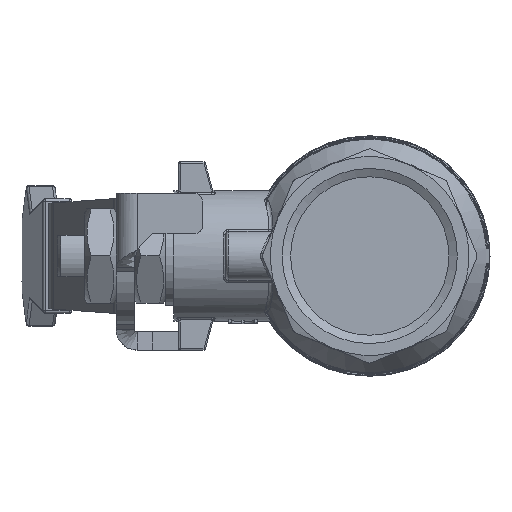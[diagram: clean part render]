
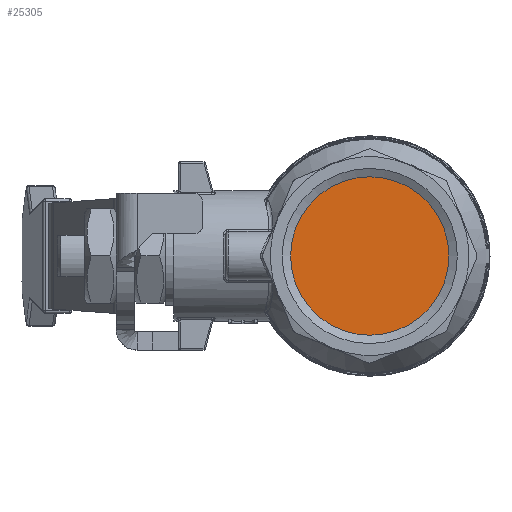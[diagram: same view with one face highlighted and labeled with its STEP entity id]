
A CAD part, left-side view. The second image highlights one B-rep face of the part: STEP entity #25305.
In plain terms, the highlighted planar face has unit normal (-1, 0, 0).
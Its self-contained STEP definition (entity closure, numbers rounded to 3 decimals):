
#2776 = CARTESIAN_POINT ( 'NONE',  ( -19.5, 15.145, 0. ) ) ;
#5087 = CARTESIAN_POINT ( 'NONE',  ( -19.5, 0., 0. ) ) ;
#5116 = CARTESIAN_POINT ( 'NONE',  ( -19.5, 13.573, 0. ) ) ;
#6365 = ORIENTED_EDGE ( 'NONE', *, *, #36858, .T. ) ;
#14610 = DIRECTION ( 'NONE',  ( 0., 1., 0. ) ) ;
#16259 = FACE_OUTER_BOUND ( 'NONE', #30982, .T. ) ;
#18119 = VERTEX_POINT ( 'NONE', #2776 ) ;
#20572 = AXIS2_PLACEMENT_3D ( 'NONE', #5087, #36017, #14610 ) ;
#23316 = DIRECTION ( 'NONE',  ( 0., 1., 0. ) ) ;
#24041 = AXIS2_PLACEMENT_3D ( 'NONE', #5116, #29584, #23316 ) ;
#25305 = ADVANCED_FACE ( 'NONE', ( #16259 ), #28583, .F. ) ;
#28583 = PLANE ( 'NONE',  #24041 ) ;
#29584 = DIRECTION ( 'NONE',  ( 1., 0., 0. ) ) ;
#30982 = EDGE_LOOP ( 'NONE', ( #6365 ) ) ;
#36017 = DIRECTION ( 'NONE',  ( -1., 0., 0. ) ) ;
#36858 = EDGE_CURVE ( 'NONE', #18119, #18119, #37985, .T. ) ;
#37985 = CIRCLE ( 'NONE', #20572, 15.145 ) ;
